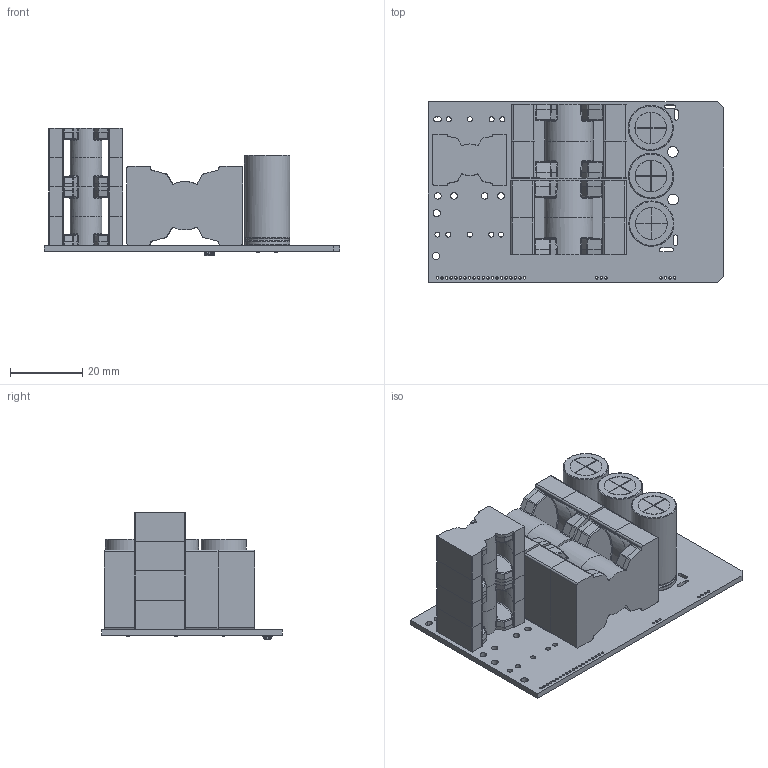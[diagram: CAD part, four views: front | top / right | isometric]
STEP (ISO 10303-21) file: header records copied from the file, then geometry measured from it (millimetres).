
FILE_DESCRIPTION(('KiCad electronic assembly'),'2;1');
FILE_NAME('PMP41017_PrimaryBoard_Cyntec.step','2024-03-04T16:33:38',( 'Pcbnew'),('Kicad'),'Open CASCADE STEP processor 7.7', 'KiCad to STEP converter','Unknown');
FILE_SCHEMA(('AUTOMOTIVE_DESIGN { 1 0 10303 214 1 1 1 1 }'));
Length unit declared in the file: millimetre
Products named in the file (10): PMP41017_PrimaryBoard_Cyntec 1; C_Radial_D12.5mm_H25.0mm_P5.00mm; C_Radial_D125mm_H250mm_P500mm; pq32-10_transformer; Fusion; poq20-16_dual_choke; Fusion002; DBV0005A; PMP41017_PrimaryBoard_Cyntec_PCB
Assembly tree (12 placements, depth 3):
  PMP41017_PrimaryBoard_Cyntec 1
    C_Radial_D12.5mm_H25.0mm_P5.00mm  x3
      C_Radial_D125mm_H250mm_P500mm
    pq32-10_transformer  x2
      Fusion
    poq20-16_dual_choke
      Fusion002
    DBV0005A
      DBV0005A
    PMP41017_PrimaryBoard_Cyntec_PCB
Bounding box: 81.79 x 50.02 x 35.19 mm (x, y, z)
Volume: 38581.6 mm3; surface area: 26012 mm2
Topology: 13 solids, 16 shells, 1197 faces, 2879 edges, 1710 vertices
Faces by surface type: cylinder 419, plane 371, bspline 230, torus 67, cone 64, sphere 40, revolution 6
Full cylindrical faces by diameter (mm): 0.6 x6, 0.7 x27, 1.1 x6, 1.4 x9, 1.8 x4, 2 x2, 2.2 x8, 3 x2, 8.75 x9, 12.5 x6
Entity records: 43408 total; most frequent: CARTESIAN_POINT 22535, ORIENTED_EDGE 4394, DIRECTION 4046, EDGE_CURVE 2197, AXIS2_PLACEMENT_3D 1535, VERTEX_POINT 1304, FACE_BOUND 1037, EDGE_LOOP 1037
